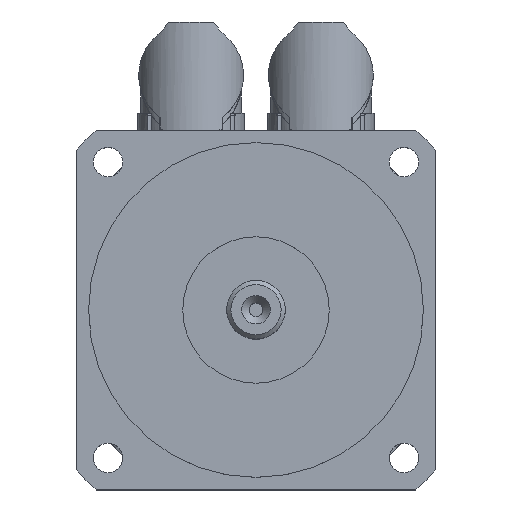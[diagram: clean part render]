
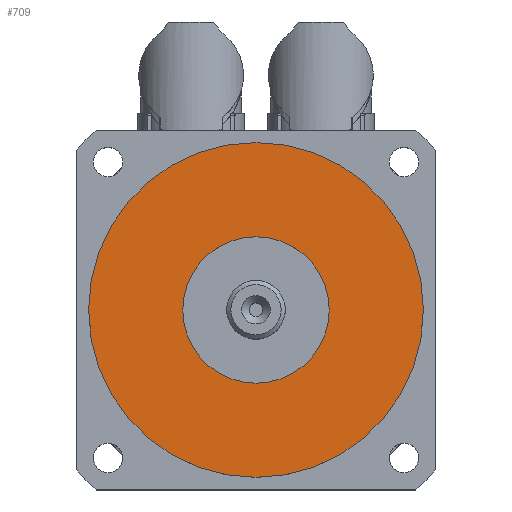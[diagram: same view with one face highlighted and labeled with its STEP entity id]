
A CAD part, top view. The second image highlights one B-rep face of the part: STEP entity #709.
In plain terms, the highlighted planar face has unit normal (0, 0, 1).
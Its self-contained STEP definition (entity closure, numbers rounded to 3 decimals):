
#646=CARTESIAN_POINT('',(17.5,0.,139.0));
#647=VERTEX_POINT('',#646);
#648=CARTESIAN_POINT('',(0.0,0.0,139.0));
#649=DIRECTION('',(0.0,0.0,-1.0));
#650=DIRECTION('',(-1.0,0.0,0.0));
#651=AXIS2_PLACEMENT_3D('',#648,#649,#650);
#652=CIRCLE('',#651,17.5);
#653=EDGE_CURVE('',#647,#647,#652,.T.);
#675=CARTESIAN_POINT('',(40.0,0.,139.0));
#676=VERTEX_POINT('',#675);
#677=CARTESIAN_POINT('',(0.0,0.0,139.0));
#678=DIRECTION('',(0.0,0.0,-1.0));
#679=DIRECTION('',(-1.0,0.0,0.0));
#680=AXIS2_PLACEMENT_3D('',#677,#678,#679);
#681=CIRCLE('',#680,40.0);
#682=EDGE_CURVE('',#676,#676,#681,.T.);
#698=CARTESIAN_POINT('',(0.0,0.0,139.0));
#699=DIRECTION('',(0.0,0.0,-1.0));
#700=DIRECTION('',(-1.0,0.0,0.0));
#701=AXIS2_PLACEMENT_3D('',#698,#699,#700);
#702=PLANE('',#701);
#703=ORIENTED_EDGE('',*,*,#682,.F.);
#704=EDGE_LOOP('',(#703));
#705=FACE_OUTER_BOUND('',#704,.T.);
#706=ORIENTED_EDGE('',*,*,#653,.T.);
#707=EDGE_LOOP('',(#706));
#708=FACE_BOUND('',#707,.T.);
#709=ADVANCED_FACE('',(#705,#708),#702,.F.);
